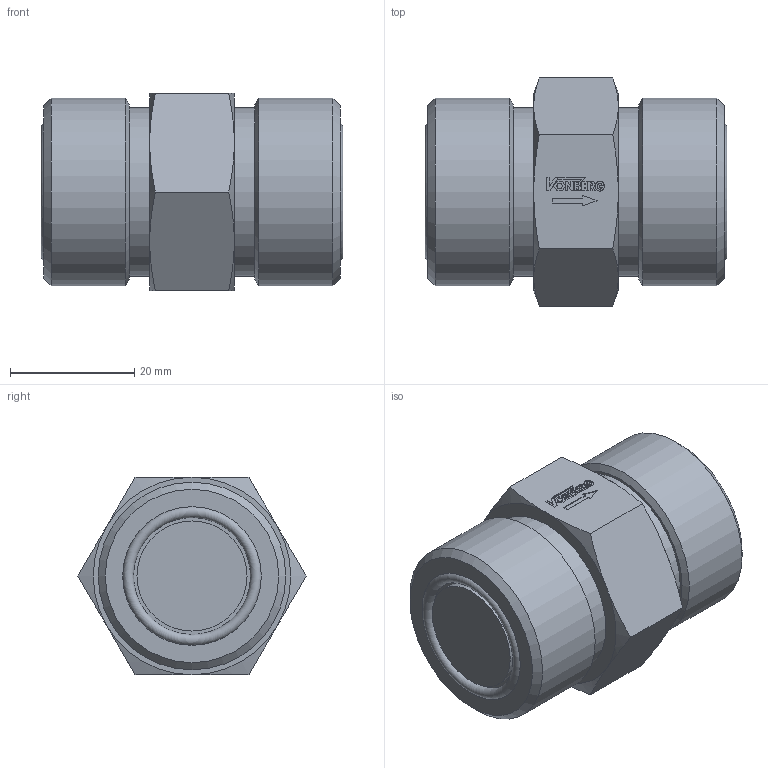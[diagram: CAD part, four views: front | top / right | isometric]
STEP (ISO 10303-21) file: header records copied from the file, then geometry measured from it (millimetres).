
FILE_DESCRIPTION((''),'2;1');
FILE_NAME('1912FS.stp','2015-01-02T10:31:28',('jml'),(''),'Autodesk Inventor 2010','Autodesk Inventor 2010','');
FILE_SCHEMA(('AUTOMOTIVE_DESIGN { 1 0 10303 214 1 1 1 1 }'));
Length unit declared in the file: inch
Products named in the file (3): 1912FS; 221100; 018 O-RING
Assembly tree (3 placements, depth 2):
  1912FS
    221100
    018 O-RING  x2
Bounding box: 48.54 x 36.66 x 31.75 mm (x, y, z)
Volume: 34993.5 mm3; surface area: 7728.7 mm2
Topology: 3 solids, 3 shells, 140 faces, 333 edges, 216 vertices
Faces by surface type: plane 99, cylinder 23, cone 16, torus 2
Full cylindrical faces by diameter (mm): 0.87 x1, 17.704 x2, 22.276 x2, 27.178 x2, 30.15 x2
Entity records: 4006 total; most frequent: CARTESIAN_POINT 726, DIRECTION 648, ORIENTED_EDGE 636, EDGE_CURVE 318, VECTOR 230, LINE 230, VERTEX_POINT 215, AXIS2_PLACEMENT_3D 209
